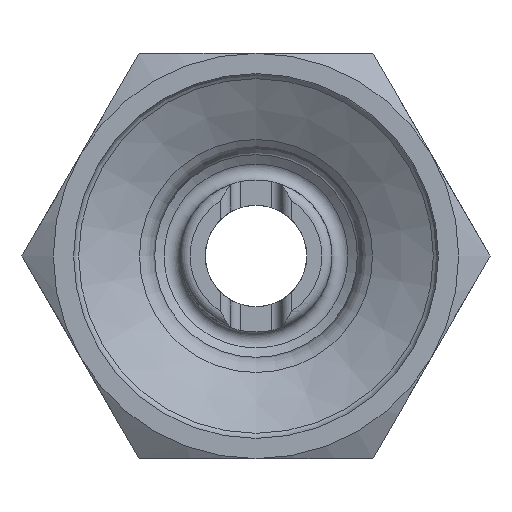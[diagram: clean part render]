
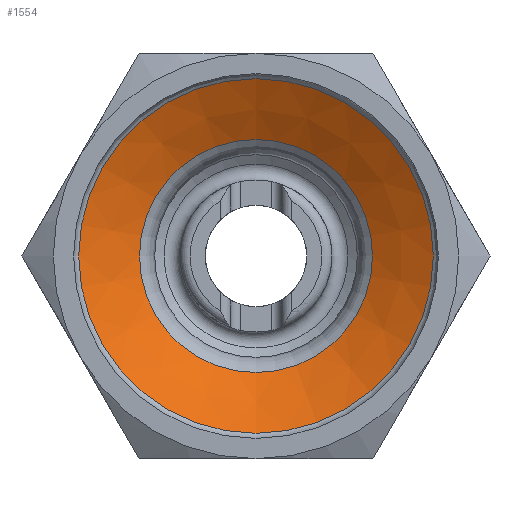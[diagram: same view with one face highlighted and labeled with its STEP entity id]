
A CAD part, front view. The second image highlights one B-rep face of the part: STEP entity #1554.
In plain terms, the highlighted conical face has half-angle 60 degrees and reference radius 3.5 mm.
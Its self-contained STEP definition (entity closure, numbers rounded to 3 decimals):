
#29=CONICAL_SURFACE('',#1665,3.5,1.047);
#298=ORIENTED_EDGE('',*,*,#520,.F.);
#299=ORIENTED_EDGE('',*,*,#519,.T.);
#519=EDGE_CURVE('',#630,#630,#693,.T.);
#520=EDGE_CURVE('',#631,#631,#694,.T.);
#630=VERTEX_POINT('',#2310);
#631=VERTEX_POINT('',#2313);
#693=CIRCLE('',#1664,3.5);
#694=CIRCLE('',#1666,2.3);
#776=EDGE_LOOP('',(#298));
#777=EDGE_LOOP('',(#299));
#892=FACE_BOUND('',#776,.T.);
#893=FACE_BOUND('',#777,.T.);
#1554=ADVANCED_FACE('',(#892,#893),#29,.F.);
#1664=AXIS2_PLACEMENT_3D('',#2309,#1891,#1892);
#1665=AXIS2_PLACEMENT_3D('',#2311,#1893,#1894);
#1666=AXIS2_PLACEMENT_3D('',#2312,#1895,#1896);
#1891=DIRECTION('',(0.,-1.,0.));
#1892=DIRECTION('',(0.,0.,-1.));
#1893=DIRECTION('',(0.,-1.,0.));
#1894=DIRECTION('',(0.,0.,-1.));
#1895=DIRECTION('',(0.,-1.,0.));
#1896=DIRECTION('',(0.,0.,-1.));
#2309=CARTESIAN_POINT('',(0.,0.288,0.));
#2310=CARTESIAN_POINT('',(0.,0.288,-3.5));
#2311=CARTESIAN_POINT('',(0.,0.288,0.));
#2312=CARTESIAN_POINT('',(0.,0.98,0.));
#2313=CARTESIAN_POINT('',(0.,0.98,-2.3));
